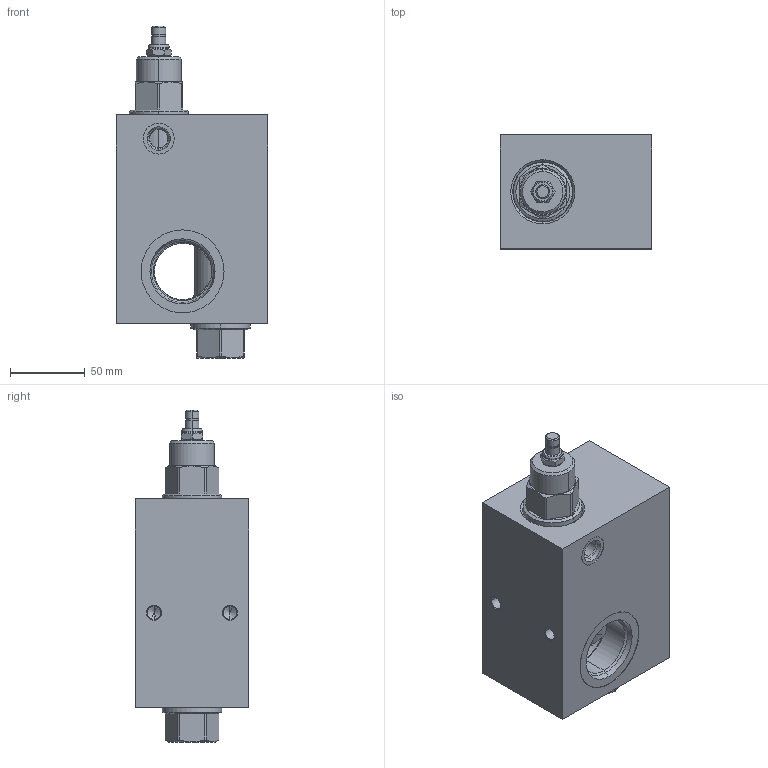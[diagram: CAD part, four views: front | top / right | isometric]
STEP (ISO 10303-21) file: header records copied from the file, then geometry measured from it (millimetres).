
FILE_DESCRIPTION((''),'2;1');
FILE_NAME('MANIFOLD_STP1_ASM','2015-04-08T',('Administrator'),(''),'PRO/ENGINEER BY PARAMETRIC TECHNOLOGY CORPORATION, 2006240','PRO/ENGINEER BY PARAMETRIC TECHNOLOGY CORPORATION, 2006240','');
FILE_SCHEMA(('CONFIG_CONTROL_DESIGN'));
Length unit declared in the file: inch
Products named in the file (3): 1510400060_PRT; ASMNAME_CART_PRT; MANIFOLD_STP1_ASM
Assembly tree (2 placements, depth 2):
  MANIFOLD_STP1_ASM
    1510400060_PRT
    ASMNAME_CART_PRT
Bounding box: 101.6 x 76.2 x 222.25 mm (x, y, z)
Surface area: 150881 mm2 (no closed solid volume)
Topology: 0 solids, 17 shells, 498 faces, 1168 edges, 705 vertices
Faces by surface type: cylinder 216, cone 127, plane 91, torus 64
Entity records: 15205 total; most frequent: CARTESIAN_POINT 3536, DIRECTION 2651, ORIENTED_EDGE 2268, EDGE_CURVE 1150, AXIS2_PLACEMENT_3D 1129, VERTEX_POINT 705, CIRCLE 626, EDGE_LOOP 563
